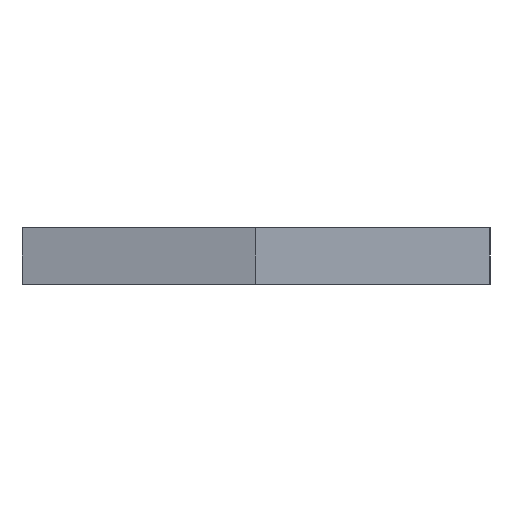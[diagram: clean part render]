
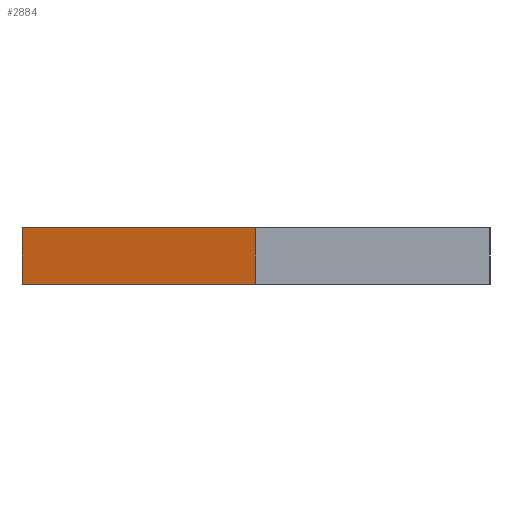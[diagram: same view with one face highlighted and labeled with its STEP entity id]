
A CAD part, left-side view. The second image highlights one B-rep face of the part: STEP entity #2884.
In plain terms, the highlighted planar face has unit normal (-0.972, 0.233, 0).
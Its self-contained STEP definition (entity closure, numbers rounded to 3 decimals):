
#221=FACE_OUTER_BOUND($,#383,.T.);
#383=EDGE_LOOP($,(#2572,#2573,#2574,#2575));
#661=LINE($,#5275,#953);
#662=LINE($,#5280,#954);
#663=LINE($,#5281,#955);
#664=LINE($,#5282,#956);
#953=VECTOR($,#3395,128.55);
#954=VECTOR($,#3400,128.55);
#955=VECTOR($,#3401,30.);
#956=VECTOR($,#3402,30.);
#1362=VERTEX_POINT($,#5246);
#1376=VERTEX_POINT($,#5273);
#1377=VERTEX_POINT($,#5278);
#1378=VERTEX_POINT($,#5279);
#1781=EDGE_CURVE($,#1376,#1362,#661,.T.);
#1782=EDGE_CURVE($,#1377,#1378,#662,.T.);
#1783=EDGE_CURVE($,#1377,#1362,#663,.T.);
#1784=EDGE_CURVE($,#1378,#1376,#664,.T.);
#2572=ORIENTED_EDGE($,*,*,#1782,.F.);
#2573=ORIENTED_EDGE($,*,*,#1783,.T.);
#2574=ORIENTED_EDGE($,*,*,#1781,.F.);
#2575=ORIENTED_EDGE($,*,*,#1784,.F.);
#2723=PLANE($,#2975);
#2884=ADVANCED_FACE($,(#221),#2723,.T.);
#2975=AXIS2_PLACEMENT_3D($,#5277,#3398,#3399);
#3395=DIRECTION($,(-0.233,-0.972,0.));
#3398=DIRECTION('center_axis',(-0.972,0.233,0.));
#3399=DIRECTION('ref_axis',(-0.233,-0.972,0.));
#3400=DIRECTION($,(0.233,0.972,0.));
#3401=DIRECTION($,(0.,0.,1.));
#3402=DIRECTION($,(0.,0.,1.));
#5246=CARTESIAN_POINT('',(-201.655,-12.631,30.));
#5273=CARTESIAN_POINT('',(-171.655,112.369,30.));
#5275=CARTESIAN_POINT($,(-201.655,-12.631,30.));
#5277=CARTESIAN_POINT('Origin',(-171.655,112.369,0.));
#5278=CARTESIAN_POINT('',(-201.655,-12.631,0.));
#5279=CARTESIAN_POINT('',(-171.655,112.369,0.));
#5280=CARTESIAN_POINT($,(-201.655,-12.631,0.));
#5281=CARTESIAN_POINT($,(-201.655,-12.631,0.));
#5282=CARTESIAN_POINT($,(-171.655,112.369,0.));
